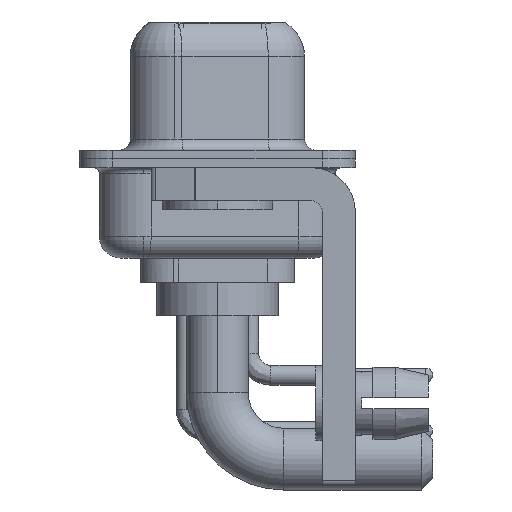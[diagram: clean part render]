
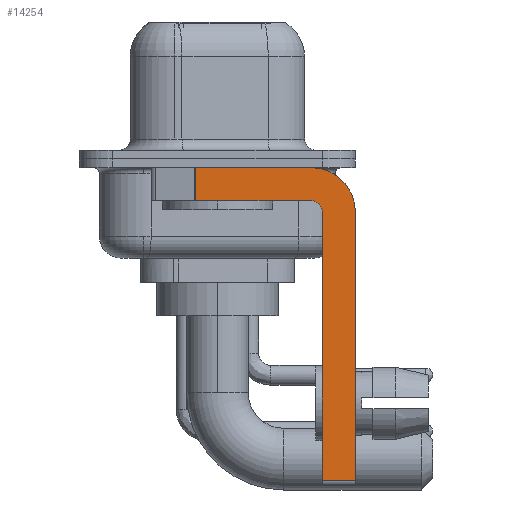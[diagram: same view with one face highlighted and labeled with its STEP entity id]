
A CAD part, left-side view. The second image highlights one B-rep face of the part: STEP entity #14254.
In plain terms, the highlighted planar face has unit normal (-1, 0, 0).
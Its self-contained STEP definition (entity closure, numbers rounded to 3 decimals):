
#200 = CARTESIAN_POINT ( 'NONE',  ( -2.9, -4.75, -14.8 ) ) ;
#725 = FACE_OUTER_BOUND ( 'NONE', #8342, .T. ) ;
#916 = ORIENTED_EDGE ( 'NONE', *, *, #1044, .F. ) ;
#1044 = EDGE_CURVE ( 'NONE', #21364, #12266, #17397, .T. ) ;
#1892 = VERTEX_POINT ( 'NONE', #16118 ) ;
#2201 = EDGE_CURVE ( 'NONE', #10263, #4328, #6031, .T. ) ;
#2385 = LINE ( 'NONE', #12841, #17159 ) ;
#3055 = CARTESIAN_POINT ( 'NONE',  ( -2.9, 3., -0.4 ) ) ;
#3957 = DIRECTION ( 'NONE',  ( 1., 0., 0. ) ) ;
#4208 = ORIENTED_EDGE ( 'NONE', *, *, #2201, .T. ) ;
#4328 = VERTEX_POINT ( 'NONE', #9180 ) ;
#5759 = CARTESIAN_POINT ( 'NONE',  ( -2.9, 0.978, -1.9 ) ) ;
#5886 = DIRECTION ( 'NONE',  ( 0., 0., -1. ) ) ;
#6031 = LINE ( 'NONE', #5759, #13086 ) ;
#6452 = VECTOR ( 'NONE', #24663, 1000. ) ;
#6985 = VERTEX_POINT ( 'NONE', #16041 ) ;
#7447 = DIRECTION ( 'NONE',  ( 0., -1., 0. ) ) ;
#7497 = ORIENTED_EDGE ( 'NONE', *, *, #21912, .F. ) ;
#7525 = EDGE_CURVE ( 'NONE', #1892, #6985, #8172, .T. ) ;
#7681 = CARTESIAN_POINT ( 'NONE',  ( -2.9, -4.25, -2.4 ) ) ;
#7686 = DIRECTION ( 'NONE',  ( 0., 0., -1. ) ) ;
#7987 = VECTOR ( 'NONE', #21514, 1000. ) ;
#8013 = CIRCLE ( 'NONE', #26455, 2. ) ;
#8172 = LINE ( 'NONE', #20930, #6452 ) ;
#8342 = EDGE_LOOP ( 'NONE', ( #15315, #4208, #7497, #21055, #916, #15787, #18328, #22271 ) ) ;
#8450 = DIRECTION ( 'NONE',  ( 0., -1., 0. ) ) ;
#8460 = CARTESIAN_POINT ( 'NONE',  ( -2.9, -4.75, -14.55 ) ) ;
#8808 = CARTESIAN_POINT ( 'NONE',  ( -2.9, -4.25, -0.4 ) ) ;
#9180 = CARTESIAN_POINT ( 'NONE',  ( -2.9, 0.978, -1.9 ) ) ;
#10263 = VERTEX_POINT ( 'NONE', #12050 ) ;
#10906 = PLANE ( 'NONE',  #24184 ) ;
#11054 = EDGE_CURVE ( 'NONE', #10263, #23071, #18041, .T. ) ;
#11368 = VECTOR ( 'NONE', #7447, 1000. ) ;
#12050 = CARTESIAN_POINT ( 'NONE',  ( -2.9, 0.978, -0.4 ) ) ;
#12266 = VERTEX_POINT ( 'NONE', #16992 ) ;
#12790 = AXIS2_PLACEMENT_3D ( 'NONE', #23836, #17664, #25774 ) ;
#12841 = CARTESIAN_POINT ( 'NONE',  ( -2.9, -4.25, -14.55 ) ) ;
#13086 = VECTOR ( 'NONE', #7686, 1000. ) ;
#13356 = DIRECTION ( 'NONE',  ( 0., 1., 0. ) ) ;
#13668 = CIRCLE ( 'NONE', #12790, 0.5 ) ;
#14160 = EDGE_CURVE ( 'NONE', #21364, #6985, #2385, .T. ) ;
#14254 = ADVANCED_FACE ( 'NONE', ( #725 ), #10906, .F. ) ;
#15315 = ORIENTED_EDGE ( 'NONE', *, *, #11054, .F. ) ;
#15787 = ORIENTED_EDGE ( 'NONE', *, *, #14160, .T. ) ;
#16041 = CARTESIAN_POINT ( 'NONE',  ( -2.9, -6.25, -14.55 ) ) ;
#16118 = CARTESIAN_POINT ( 'NONE',  ( -2.9, -6.25, -2.4 ) ) ;
#16992 = CARTESIAN_POINT ( 'NONE',  ( -2.9, -4.75, -2.4 ) ) ;
#17159 = VECTOR ( 'NONE', #8450, 1000. ) ;
#17397 = LINE ( 'NONE', #200, #7987 ) ;
#17664 = DIRECTION ( 'NONE',  ( -1., 0., 0. ) ) ;
#18041 = LINE ( 'NONE', #3055, #11368 ) ;
#18328 = ORIENTED_EDGE ( 'NONE', *, *, #7525, .F. ) ;
#19275 = VECTOR ( 'NONE', #13356, 1000. ) ;
#19293 = DIRECTION ( 'NONE',  ( 1., 0., 0. ) ) ;
#19571 = DIRECTION ( 'NONE',  ( 0., 0., -1. ) ) ;
#20930 = CARTESIAN_POINT ( 'NONE',  ( -2.9, -6.25, -2.4 ) ) ;
#21055 = ORIENTED_EDGE ( 'NONE', *, *, #24147, .F. ) ;
#21364 = VERTEX_POINT ( 'NONE', #8460 ) ;
#21488 = CARTESIAN_POINT ( 'NONE',  ( -2.9, -4.25, -2.4 ) ) ;
#21514 = DIRECTION ( 'NONE',  ( 0., 0., 1. ) ) ;
#21912 = EDGE_CURVE ( 'NONE', #25107, #4328, #24917, .T. ) ;
#22271 = ORIENTED_EDGE ( 'NONE', *, *, #24814, .F. ) ;
#22849 = CARTESIAN_POINT ( 'NONE',  ( -2.9, -4.25, -1.9 ) ) ;
#23071 = VERTEX_POINT ( 'NONE', #8808 ) ;
#23836 = CARTESIAN_POINT ( 'NONE',  ( -2.9, -4.25, -2.4 ) ) ;
#24011 = CARTESIAN_POINT ( 'NONE',  ( -2.9, -4.25, -1.9 ) ) ;
#24147 = EDGE_CURVE ( 'NONE', #12266, #25107, #13668, .T. ) ;
#24184 = AXIS2_PLACEMENT_3D ( 'NONE', #21488, #19293, #19571 ) ;
#24663 = DIRECTION ( 'NONE',  ( 0., 0., -1. ) ) ;
#24814 = EDGE_CURVE ( 'NONE', #23071, #1892, #8013, .T. ) ;
#24917 = LINE ( 'NONE', #22849, #19275 ) ;
#25107 = VERTEX_POINT ( 'NONE', #24011 ) ;
#25774 = DIRECTION ( 'NONE',  ( 0., 0., 1. ) ) ;
#26455 = AXIS2_PLACEMENT_3D ( 'NONE', #7681, #3957, #5886 ) ;
